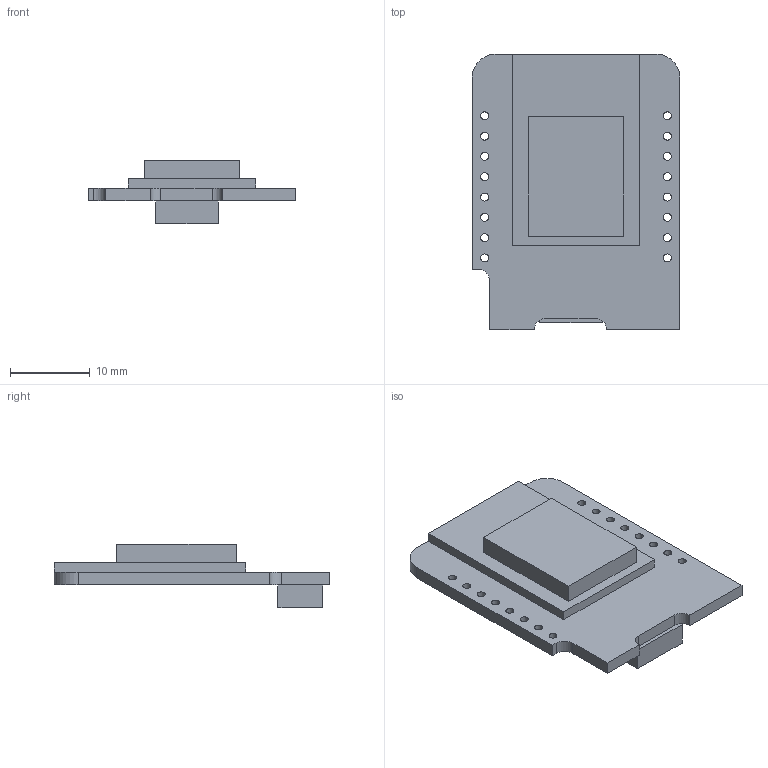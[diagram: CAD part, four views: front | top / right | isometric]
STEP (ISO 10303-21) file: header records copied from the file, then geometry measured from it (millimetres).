
FILE_DESCRIPTION(('FreeCAD Model'),'2;1');
FILE_NAME('wemos_d1_mini.step','2018-08-14T16:44:44',('Author'),(''), 'Open CASCADE STEP processor 7.2','FreeCAD','Unknown');
FILE_SCHEMA(('AUTOMOTIVE_DESIGN_CC2 { 1 2 10303 214 -1 1 5 4 }'));
Length unit declared in the file: millimetre
Products named in the file (3): Shape0_164302755441; Shape0_341526344174; Shape0_278469530235
Bounding box: 26 x 34.5 x 7.95 mm (x, y, z)
Volume: 2364 mm3; surface area: 3129.2 mm2
Topology: 3 solids, 3 shells, 50 faces, 129 edges, 86 vertices
Faces by surface type: plane 29, cylinder 21
Full cylindrical faces by diameter (mm): 1 x16
Entity records: 3341 total; most frequent: CARTESIAN_POINT 536, DIRECTION 529, LINE 303, VECTOR 303, ORIENTED_EDGE 258, PCURVE 258, DEFINITIONAL_REPRESENTATION 258, EDGE_CURVE 129
